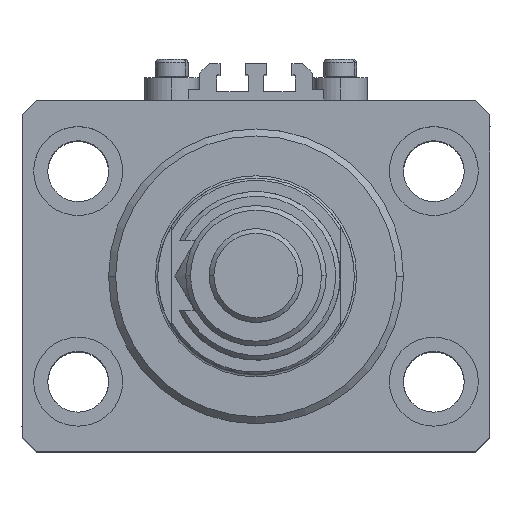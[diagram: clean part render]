
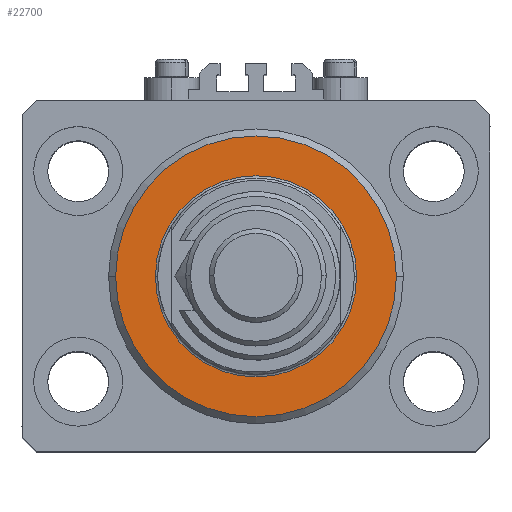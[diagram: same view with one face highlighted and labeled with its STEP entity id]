
A CAD part, top view. The second image highlights one B-rep face of the part: STEP entity #22700.
In plain terms, the highlighted face is planar.
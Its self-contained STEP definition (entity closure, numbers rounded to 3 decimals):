
#3669 = CARTESIAN_POINT ( 'NONE',  ( 30., 0., 0. ) ) ;
#5102 = DIRECTION ( 'NONE',  ( 1., 0., 0. ) ) ;
#5138 = AXIS2_PLACEMENT_3D ( 'NONE', #8732, #12627, #9235 ) ;
#5540 = VERTEX_POINT ( 'NONE', #18738 ) ;
#6308 = AXIS2_PLACEMENT_3D ( 'NONE', #39038, #7479, #16069 ) ;
#7479 = DIRECTION ( 'NONE',  ( 0., 0., -1. ) ) ;
#8153 = CARTESIAN_POINT ( 'NONE',  ( 0., 0., 0. ) ) ;
#8732 = CARTESIAN_POINT ( 'NONE',  ( 0., 0., 0. ) ) ;
#9235 = DIRECTION ( 'NONE',  ( 1., 0., 0. ) ) ;
#9765 = DIRECTION ( 'NONE',  ( 1., 0., 0. ) ) ;
#10925 = EDGE_CURVE ( 'NONE', #44313, #33925, #21764, .T. ) ;
#12627 = DIRECTION ( 'NONE',  ( 0., 0., 1. ) ) ;
#12640 = FACE_OUTER_BOUND ( 'NONE', #41821, .T. ) ;
#13102 = EDGE_CURVE ( 'NONE', #5540, #28955, #49217, .T. ) ;
#13704 = CIRCLE ( 'NONE', #23665, 21.5 ) ;
#15198 = DIRECTION ( 'NONE',  ( 1., 0., 0. ) ) ;
#15671 = AXIS2_PLACEMENT_3D ( 'NONE', #40561, #32977, #9765 ) ;
#16069 = DIRECTION ( 'NONE',  ( 1., 0., 0. ) ) ;
#17300 = ORIENTED_EDGE ( 'NONE', *, *, #10925, .T. ) ;
#18738 = CARTESIAN_POINT ( 'NONE',  ( -30., 0., 0. ) ) ;
#20618 = ORIENTED_EDGE ( 'NONE', *, *, #13102, .T. ) ;
#21764 = CIRCLE ( 'NONE', #5138, 21.5 ) ;
#21965 = ORIENTED_EDGE ( 'NONE', *, *, #47968, .T. ) ;
#22700 = ADVANCED_FACE ( 'NONE', ( #37161, #12640 ), #37417, .F. ) ;
#23329 = ORIENTED_EDGE ( 'NONE', *, *, #46941, .T. ) ;
#23665 = AXIS2_PLACEMENT_3D ( 'NONE', #8153, #48063, #15198 ) ;
#26697 = AXIS2_PLACEMENT_3D ( 'NONE', #39536, #37430, #5102 ) ;
#27946 = CARTESIAN_POINT ( 'NONE',  ( 21.5, 0., 0. ) ) ;
#28955 = VERTEX_POINT ( 'NONE', #3669 ) ;
#32977 = DIRECTION ( 'NONE',  ( 0., 0., 1. ) ) ;
#33925 = VERTEX_POINT ( 'NONE', #27946 ) ;
#37161 = FACE_BOUND ( 'NONE', #47984, .T. ) ;
#37417 = PLANE ( 'NONE',  #15671 ) ;
#37430 = DIRECTION ( 'NONE',  ( 0., 0., -1. ) ) ;
#37958 = CIRCLE ( 'NONE', #6308, 30. ) ;
#39038 = CARTESIAN_POINT ( 'NONE',  ( 0., 0., 0. ) ) ;
#39039 = CARTESIAN_POINT ( 'NONE',  ( -21.5, 0., 0. ) ) ;
#39536 = CARTESIAN_POINT ( 'NONE',  ( 0., 0., 0. ) ) ;
#40561 = CARTESIAN_POINT ( 'NONE',  ( 0., 0., 0. ) ) ;
#41821 = EDGE_LOOP ( 'NONE', ( #21965, #20618 ) ) ;
#44313 = VERTEX_POINT ( 'NONE', #39039 ) ;
#46941 = EDGE_CURVE ( 'NONE', #33925, #44313, #13704, .T. ) ;
#47968 = EDGE_CURVE ( 'NONE', #28955, #5540, #37958, .T. ) ;
#47984 = EDGE_LOOP ( 'NONE', ( #23329, #17300 ) ) ;
#48063 = DIRECTION ( 'NONE',  ( 0., 0., 1. ) ) ;
#49217 = CIRCLE ( 'NONE', #26697, 30. ) ;
